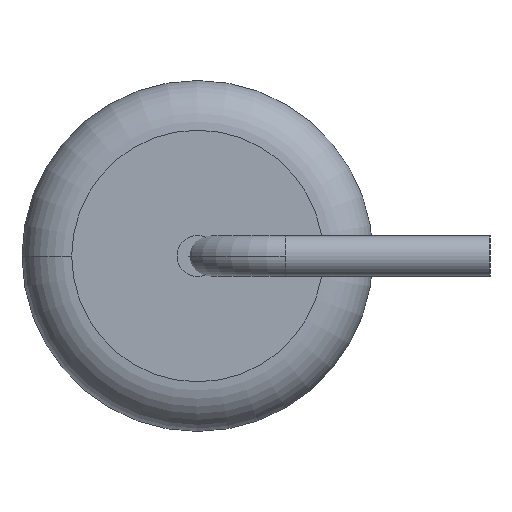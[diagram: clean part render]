
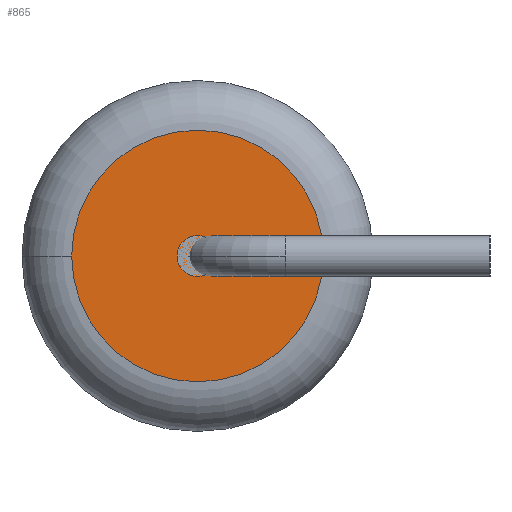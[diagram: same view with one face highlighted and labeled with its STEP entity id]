
A CAD part, left-side view. The second image highlights one B-rep face of the part: STEP entity #865.
In plain terms, the highlighted planar face has unit normal (-1, 0, 0).
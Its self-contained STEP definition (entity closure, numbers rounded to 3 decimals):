
#684 = CARTESIAN_POINT ( 'NONE',  ( -8.25, 0.849, 0. ) ) ;
#685 = VERTEX_POINT ( 'NONE', #684 ) ;
#686 = CARTESIAN_POINT ( 'NONE',  ( -8.25, 5.151, 0. ) ) ;
#687 = VERTEX_POINT ( 'NONE', #686 ) ;
#688 = CARTESIAN_POINT ( 'NONE',  ( -8.25, 3., 0. ) ) ;
#689 = DIRECTION ( 'NONE',  ( -1., 0., 0. ) ) ;
#690 = DIRECTION ( 'NONE',  ( 0., 1., 0. ) ) ;
#691 = AXIS2_PLACEMENT_3D ( 'NONE', #688, #689, #690 ) ;
#692 = CIRCLE ( 'NONE', #691, 2.151) ;
#693 = EDGE_CURVE ( 'NONE', #685, #687, #692, .T. ) ;
#850 = CARTESIAN_POINT ( 'NONE',  ( -8.25, 3., 0. ) ) ;
#851 = DIRECTION ( 'NONE',  ( -1., 0., 0. ) ) ;
#852 = DIRECTION ( 'NONE',  ( 0., 1., 0. ) ) ;
#853 = AXIS2_PLACEMENT_3D ( 'NONE', #850, #851, #852 ) ;
#854 = CIRCLE ( 'NONE', #853, 2.151) ;
#855 = EDGE_CURVE ( 'NONE', #687, #685, #854, .T. ) ;
#856 = ORIENTED_EDGE ( 'NONE', *, *, #855, .T. ) ;
#857 = ORIENTED_EDGE ( 'NONE', *, *, #693, .T. ) ;
#858 = EDGE_LOOP ( 'NONE', ( #856, #857 ) ) ;
#859 = FACE_OUTER_BOUND ( 'NONE', #858, .T. ) ;
#860 = CARTESIAN_POINT ( 'NONE',  ( -8.25, 6., 0. ) ) ;
#861 = DIRECTION ( 'NONE',  ( 1., 0., 0. ) ) ;
#862 = DIRECTION ( 'NONE',  ( 0., 1., 0. ) ) ;
#863 = AXIS2_PLACEMENT_3D ( 'NONE', #860, #861, #862 ) ;
#864 = PLANE ( 'NONE', #863 ) ;
#865 = ADVANCED_FACE ( 'NONE', ( #859 ), #864, .F. ) ;
